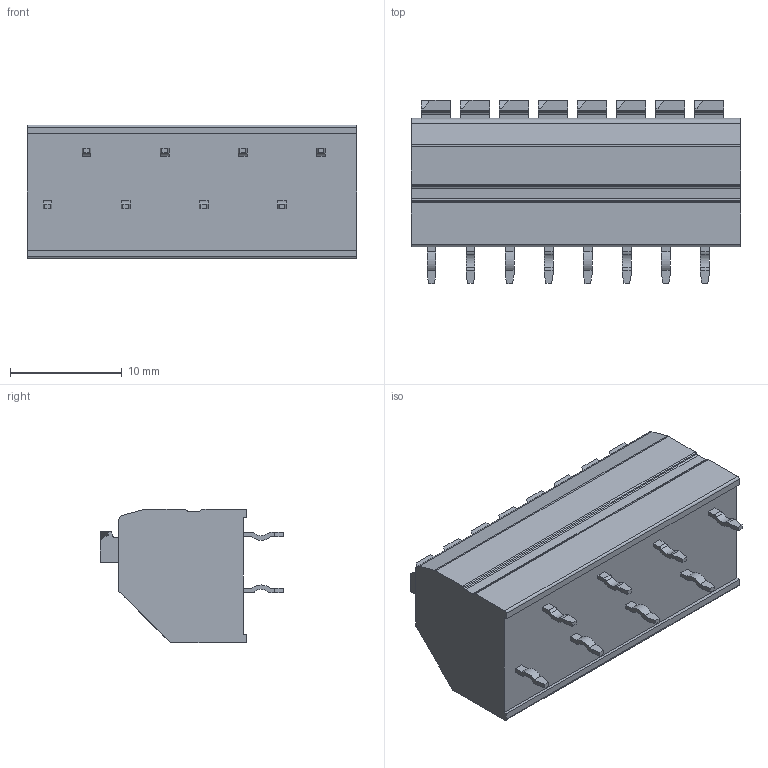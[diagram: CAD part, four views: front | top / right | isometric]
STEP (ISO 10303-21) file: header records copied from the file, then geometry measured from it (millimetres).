
FILE_DESCRIPTION((''),'2;1');
FILE_NAME('PRT0009','2024-11-02T14:32:36',('tluser'),(''),'CREO PARAMETRIC BY PTC INC, 2018100','CREO PARAMETRIC BY PTC INC, 2018100','');
FILE_SCHEMA(('AUTOMOTIVE_DESIGN { 1 0 10303 214 1 1 1 1 }'));
Length unit declared in the file: millimetre
Products named in the file (1): PRT0009
Bounding box: 29.5 x 16.4 x 12 mm (x, y, z)
Volume: 3478.4 mm3; surface area: 2010 mm2
Topology: 1 solids, 1 shells, 394 faces, 1064 edges, 688 vertices
Faces by surface type: plane 272, cylinder 90, cone 32
Entity records: 12508 total; most frequent: CARTESIAN_POINT 2539, ORIENTED_EDGE 2128, DIRECTION 1965, EDGE_CURVE 1064, VECTOR 756, LINE 756, VERTEX_POINT 688, AXIS2_PLACEMENT_3D 603
